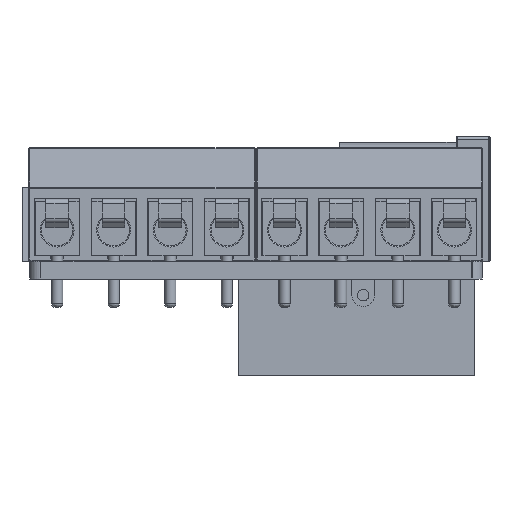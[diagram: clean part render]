
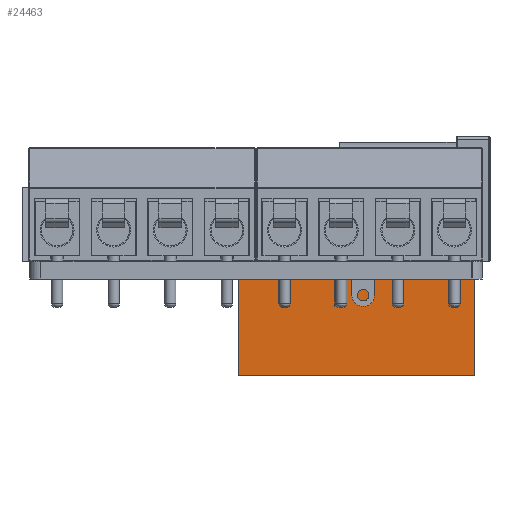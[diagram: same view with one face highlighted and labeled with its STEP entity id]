
A CAD part, front view. The second image highlights one B-rep face of the part: STEP entity #24463.
In plain terms, the highlighted face is planar.
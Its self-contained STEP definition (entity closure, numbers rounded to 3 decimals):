
#1814=FACE_OUTER_BOUND('',#3208,.T.);
#3208=EDGE_LOOP('',(#16424,#16425,#16426,#16427));
#4756=LINE('',#34781,#7651);
#4761=LINE('',#34791,#7656);
#4828=LINE('',#34925,#7723);
#4829=LINE('',#34926,#7724);
#7651=VECTOR('',#27925,10.);
#7656=VECTOR('',#27932,25.9);
#7723=VECTOR('',#28001,25.9);
#7724=VECTOR('',#28002,8.5);
#10546=VERTEX_POINT('',#34778);
#10547=VERTEX_POINT('',#34780);
#10551=VERTEX_POINT('',#34790);
#10617=VERTEX_POINT('',#34924);
#12811=EDGE_CURVE('',#10547,#10546,#4756,.T.);
#12816=EDGE_CURVE('',#10551,#10547,#4761,.T.);
#12883=EDGE_CURVE('',#10617,#10546,#4828,.T.);
#12884=EDGE_CURVE('',#10617,#10551,#4829,.T.);
#16424=ORIENTED_EDGE('',*,*,#12811,.T.);
#16425=ORIENTED_EDGE('',*,*,#12883,.F.);
#16426=ORIENTED_EDGE('',*,*,#12884,.T.);
#16427=ORIENTED_EDGE('',*,*,#12816,.T.);
#23430=PLANE('',#25939);
#24463=ADVANCED_FACE('',(#1814),#23430,.T.);
#25939=AXIS2_PLACEMENT_3D('',#34923,#27999,#28000);
#27925=DIRECTION('',(0.,-1.,0.));
#27932=DIRECTION('',(1.,0.,0.));
#27999=DIRECTION('center_axis',(0.,0.,-1.));
#28000=DIRECTION('ref_axis',(0.,1.,0.));
#28001=DIRECTION('',(1.,0.,0.));
#28002=DIRECTION('',(0.,1.,0.));
#34778=CARTESIAN_POINT('',(-17.53,0.,-2.5));
#34780=CARTESIAN_POINT('',(-17.53,8.5,-2.5));
#34781=CARTESIAN_POINT('',(-17.53,2.2,-2.5));
#34790=CARTESIAN_POINT('',(-38.35,8.5,-2.5));
#34791=CARTESIAN_POINT('',(-38.35,8.5,-2.5));
#34923=CARTESIAN_POINT('Origin',(-12.95,0.,-2.5));
#34924=CARTESIAN_POINT('',(-38.35,0.,-2.5));
#34925=CARTESIAN_POINT('',(-38.35,0.,-2.5));
#34926=CARTESIAN_POINT('',(-38.35,0.,-2.5));
